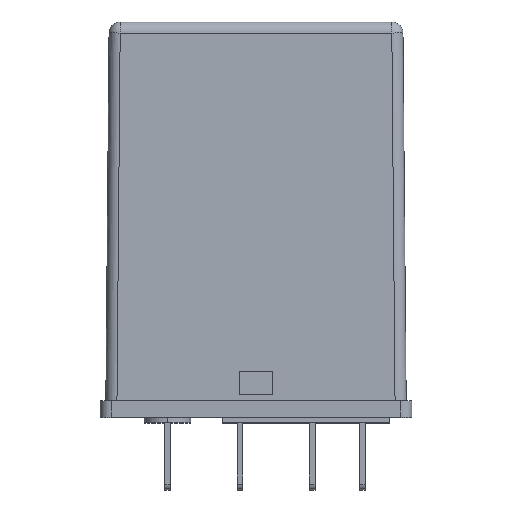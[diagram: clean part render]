
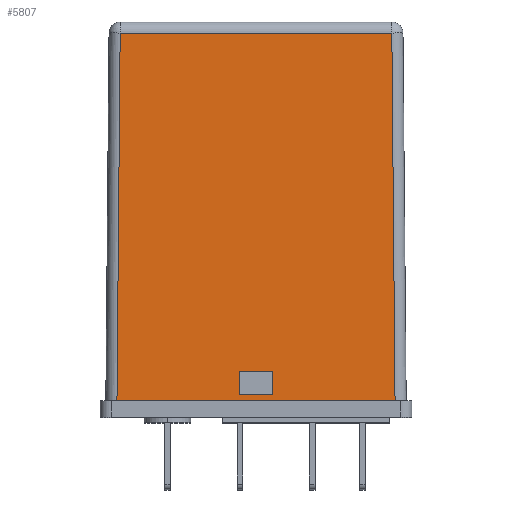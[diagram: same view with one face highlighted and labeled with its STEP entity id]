
A CAD part, top view. The second image highlights one B-rep face of the part: STEP entity #5807.
In plain terms, the highlighted planar face has unit normal (0, 0.009, 1).
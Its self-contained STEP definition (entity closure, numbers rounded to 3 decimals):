
#1 = LINE ( 'NONE', #4263, #4379 ) ;
#168 = VECTOR ( 'NONE', #5537, 1000. ) ;
#534 = LINE ( 'NONE', #7617, #6855 ) ;
#570 = CARTESIAN_POINT ( 'NONE',  ( -1.5, 4.089, 10.214 ) ) ;
#582 = VERTEX_POINT ( 'NONE', #10045 ) ;
#606 = CARTESIAN_POINT ( 'NONE',  ( -12.199, 34.509, 9.949 ) ) ;
#632 = EDGE_CURVE ( 'NONE', #8539, #1519, #1, .T. ) ;
#1280 = CARTESIAN_POINT ( 'NONE',  ( -13.5, 0., 10.25 ) ) ;
#1382 = VERTEX_POINT ( 'NONE', #8099 ) ;
#1389 = CARTESIAN_POINT ( 'NONE',  ( 1.5, 2.089, 10.232 ) ) ;
#1404 = LINE ( 'NONE', #3060, #5762 ) ;
#1455 = CARTESIAN_POINT ( 'NONE',  ( -1.5, 4.089, 10.214 ) ) ;
#1519 = VERTEX_POINT ( 'NONE', #606 ) ;
#1909 = ORIENTED_EDGE ( 'NONE', *, *, #6599, .T. ) ;
#2141 = DIRECTION ( 'NONE',  ( 0., -1., 0.009 ) ) ;
#2161 = ORIENTED_EDGE ( 'NONE', *, *, #3519, .F. ) ;
#2234 = CARTESIAN_POINT ( 'NONE',  ( 12.199, 34.509, 9.949 ) ) ;
#2314 = DIRECTION ( 'NONE',  ( -1., 0., 0. ) ) ;
#2361 = EDGE_CURVE ( 'NONE', #6239, #7283, #7873, .T. ) ;
#2457 = ORIENTED_EDGE ( 'NONE', *, *, #5298, .F. ) ;
#2646 = ORIENTED_EDGE ( 'NONE', *, *, #632, .T. ) ;
#2760 = FACE_BOUND ( 'NONE', #6881, .T. ) ;
#2862 = CARTESIAN_POINT ( 'NONE',  ( -1.5, 2.089, 10.232 ) ) ;
#2983 = LINE ( 'NONE', #5319, #9437 ) ;
#3030 = FACE_OUTER_BOUND ( 'NONE', #9456, .T. ) ;
#3060 = CARTESIAN_POINT ( 'NONE',  ( 1.5, 4.089, 10.214 ) ) ;
#3372 = VECTOR ( 'NONE', #10731, 1000. ) ;
#3501 = VECTOR ( 'NONE', #5893, 1000. ) ;
#3519 = EDGE_CURVE ( 'NONE', #7283, #4490, #7054, .T. ) ;
#3938 = DIRECTION ( 'NONE',  ( 0., 1., -0.009 ) ) ;
#4222 = ORIENTED_EDGE ( 'NONE', *, *, #2361, .F. ) ;
#4263 = CARTESIAN_POINT ( 'NONE',  ( -13.19, 34.509, 9.949 ) ) ;
#4379 = VECTOR ( 'NONE', #10735, 1000. ) ;
#4425 = DIRECTION ( 'NONE',  ( -0.009, 1., -0.009 ) ) ;
#4490 = VERTEX_POINT ( 'NONE', #1389 ) ;
#4513 = ORIENTED_EDGE ( 'NONE', *, *, #6959, .F. ) ;
#5056 = CARTESIAN_POINT ( 'NONE',  ( -12.5, -0.009, 10.25 ) ) ;
#5279 = CARTESIAN_POINT ( 'NONE',  ( -1.5, 4.089, 10.214 ) ) ;
#5298 = EDGE_CURVE ( 'NONE', #4490, #7549, #1404, .T. ) ;
#5319 = CARTESIAN_POINT ( 'NONE',  ( 12.498, 0.227, 10.248 ) ) ;
#5537 = DIRECTION ( 'NONE',  ( 1., 0., 0. ) ) ;
#5555 = LINE ( 'NONE', #1455, #9677 ) ;
#5762 = VECTOR ( 'NONE', #3938, 1000. ) ;
#5807 = ADVANCED_FACE ( 'NONE', ( #2760, #3030 ), #8887, .T. ) ;
#5861 = CARTESIAN_POINT ( 'NONE',  ( -1.5, 2.089, 10.232 ) ) ;
#5893 = DIRECTION ( 'NONE',  ( -0.009, -1., 0.009 ) ) ;
#6081 = LINE ( 'NONE', #5056, #3501 ) ;
#6239 = VERTEX_POINT ( 'NONE', #5279 ) ;
#6599 = EDGE_CURVE ( 'NONE', #582, #8539, #2983, .T. ) ;
#6855 = VECTOR ( 'NONE', #10962, 1000. ) ;
#6881 = EDGE_LOOP ( 'NONE', ( #4513, #2457, #2161, #4222 ) ) ;
#6959 = EDGE_CURVE ( 'NONE', #7549, #6239, #5555, .T. ) ;
#7054 = LINE ( 'NONE', #2862, #168 ) ;
#7283 = VERTEX_POINT ( 'NONE', #5861 ) ;
#7297 = DIRECTION ( 'NONE',  ( 0., 0.009, 1. ) ) ;
#7549 = VERTEX_POINT ( 'NONE', #7867 ) ;
#7617 = CARTESIAN_POINT ( 'NONE',  ( -13.5, 1.5, 10.237 ) ) ;
#7867 = CARTESIAN_POINT ( 'NONE',  ( 1.5, 4.089, 10.214 ) ) ;
#7873 = LINE ( 'NONE', #570, #3372 ) ;
#8099 = CARTESIAN_POINT ( 'NONE',  ( -12.487, 1.5, 10.237 ) ) ;
#8273 = EDGE_CURVE ( 'NONE', #582, #1382, #534, .T. ) ;
#8454 = ORIENTED_EDGE ( 'NONE', *, *, #9377, .T. ) ;
#8539 = VERTEX_POINT ( 'NONE', #2234 ) ;
#8887 = PLANE ( 'NONE',  #10204 ) ;
#9377 = EDGE_CURVE ( 'NONE', #1519, #1382, #6081, .T. ) ;
#9437 = VECTOR ( 'NONE', #4425, 1000. ) ;
#9456 = EDGE_LOOP ( 'NONE', ( #2646, #8454, #9951, #1909 ) ) ;
#9677 = VECTOR ( 'NONE', #2314, 1000. ) ;
#9951 = ORIENTED_EDGE ( 'NONE', *, *, #8273, .F. ) ;
#10045 = CARTESIAN_POINT ( 'NONE',  ( 12.487, 1.5, 10.237 ) ) ;
#10204 = AXIS2_PLACEMENT_3D ( 'NONE', #1280, #7297, #2141 ) ;
#10731 = DIRECTION ( 'NONE',  ( 0., -1., 0.009 ) ) ;
#10735 = DIRECTION ( 'NONE',  ( -1., 0., 0. ) ) ;
#10962 = DIRECTION ( 'NONE',  ( -1., 0., 0. ) ) ;
